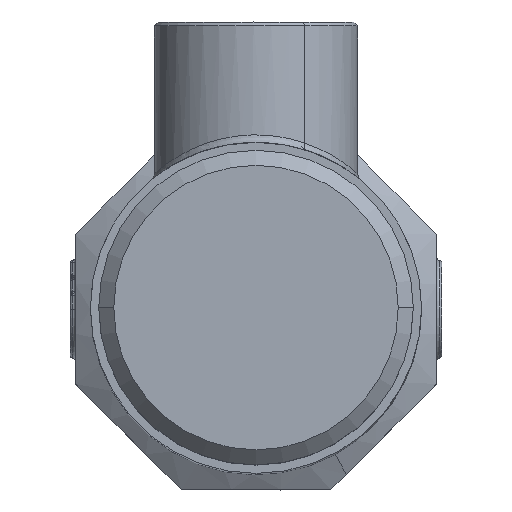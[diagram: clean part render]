
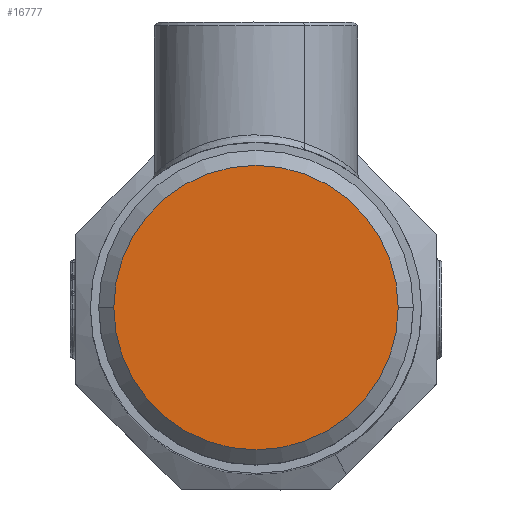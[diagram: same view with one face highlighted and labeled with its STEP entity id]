
A CAD part, top view. The second image highlights one B-rep face of the part: STEP entity #16777.
In plain terms, the highlighted planar face has unit normal (0, 0, 1).
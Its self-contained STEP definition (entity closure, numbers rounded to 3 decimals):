
#16754=CARTESIAN_POINT('Axis2P3D Location',(0.,0.,137.)) ;
#16759=CARTESIAN_POINT('Axis2P3D Location',(0.,0.,137.)) ;
#16763=CARTESIAN_POINT('Vertex',(-18.9,0.,137.)) ;
#16765=CARTESIAN_POINT('Vertex',(18.9,0.,137.)) ;
#16768=CARTESIAN_POINT('Axis2P3D Location',(0.,0.,137.)) ;
#16755=DIRECTION('Axis2P3D Direction',(0.,0.,1.)) ;
#16756=DIRECTION('Axis2P3D XDirection',(1.,0.,0.)) ;
#16760=DIRECTION('Axis2P3D Direction',(0.,0.,1.)) ;
#16769=DIRECTION('Axis2P3D Direction',(0.,0.,1.)) ;
#16757=AXIS2_PLACEMENT_3D('Plane Axis2P3D',#16754,#16755,#16756) ;
#16761=AXIS2_PLACEMENT_3D('Circle Axis2P3D',#16759,#16760,$) ;
#16770=AXIS2_PLACEMENT_3D('Circle Axis2P3D',#16768,#16769,$) ;
#16774=ORIENTED_EDGE('',*,*,#16767,.T.) ;
#16775=ORIENTED_EDGE('',*,*,#16772,.T.) ;
#16777=ADVANCED_FACE('PartBody',(#16776),#16758,.T.) ;
#16762=CIRCLE('generated circle',#16761,18.9) ;
#16771=CIRCLE('generated circle',#16770,18.9) ;
#16767=EDGE_CURVE('',#16764,#16766,#16762,.T.) ;
#16772=EDGE_CURVE('',#16766,#16764,#16771,.T.) ;
#16773=EDGE_LOOP('',(#16774,#16775)) ;
#16776=FACE_OUTER_BOUND('',#16773,.T.) ;
#16758=PLANE('',#16757) ;
#16764=VERTEX_POINT('',#16763) ;
#16766=VERTEX_POINT('',#16765) ;
